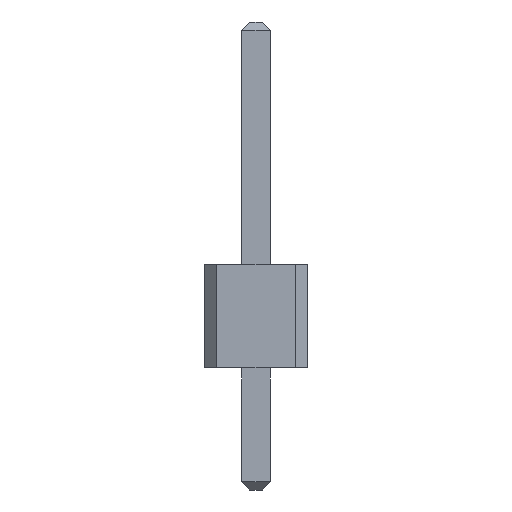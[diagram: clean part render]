
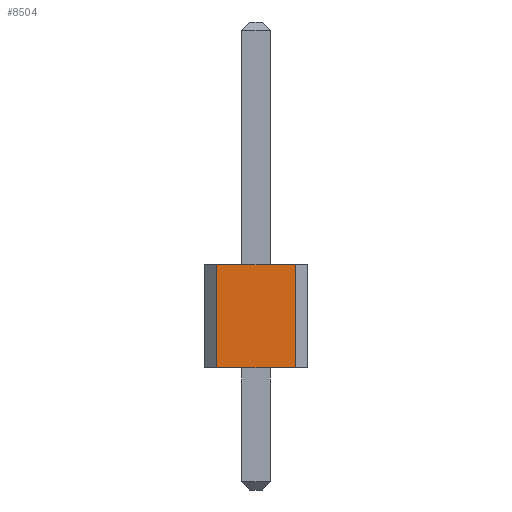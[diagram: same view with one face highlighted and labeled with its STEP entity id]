
A CAD part, front view. The second image highlights one B-rep face of the part: STEP entity #8504.
In plain terms, the highlighted planar face has unit normal (0, -1, 0).
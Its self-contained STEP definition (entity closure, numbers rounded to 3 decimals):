
#7586 = PLANE('',#7587);
#7587 = AXIS2_PLACEMENT_3D('',#7588,#7589,#7590);
#7588 = CARTESIAN_POINT('',(0.,-38.1,0.
    ));
#7589 = DIRECTION('',(0.,0.,1.));
#7590 = DIRECTION('',(1.,0.,0.));
#7845 = PLANE('',#7846);
#7846 = AXIS2_PLACEMENT_3D('',#7847,#7848,#7849);
#7847 = CARTESIAN_POINT('',(0.,-38.1,2.54));
#7848 = DIRECTION('',(0.,0.,1.));
#7849 = DIRECTION('',(1.,0.,0.));
#8071 = VERTEX_POINT('',#8072);
#8072 = CARTESIAN_POINT('',(-0.97,-39.37,0.));
#8086 = PLANE('',#8087);
#8087 = AXIS2_PLACEMENT_3D('',#8088,#8089,#8090);
#8088 = CARTESIAN_POINT('',(-1.12,-39.22,0.));
#8089 = DIRECTION('',(-0.707,-0.707,0.));
#8090 = DIRECTION('',(0.,0.,1.));
#8098 = EDGE_CURVE('',#8099,#8071,#8101,.T.);
#8099 = VERTEX_POINT('',#8100);
#8100 = CARTESIAN_POINT('',(0.97,-39.37,0.));
#8101 = SURFACE_CURVE('',#8102,(#8106,#8113),.PCURVE_S1.);
#8102 = LINE('',#8103,#8104);
#8103 = CARTESIAN_POINT('',(1.27,-39.37,0.));
#8104 = VECTOR('',#8105,1.);
#8105 = DIRECTION('',(-1.,0.,0.));
#8106 = PCURVE('',#7586,#8107);
#8107 = DEFINITIONAL_REPRESENTATION('',(#8108),#8112);
#8108 = LINE('',#8109,#8110);
#8109 = CARTESIAN_POINT('',(1.27,-1.27));
#8110 = VECTOR('',#8111,1.);
#8111 = DIRECTION('',(-1.,0.));
#8112 = ( GEOMETRIC_REPRESENTATION_CONTEXT(2) 
PARAMETRIC_REPRESENTATION_CONTEXT() REPRESENTATION_CONTEXT('2D SPACE',''
  ) );
#8113 = PCURVE('',#8114,#8119);
#8114 = PLANE('',#8115);
#8115 = AXIS2_PLACEMENT_3D('',#8116,#8117,#8118);
#8116 = CARTESIAN_POINT('',(1.27,-39.37,0.));
#8117 = DIRECTION('',(0.,-1.,0.));
#8118 = DIRECTION('',(-1.,0.,0.));
#8119 = DEFINITIONAL_REPRESENTATION('',(#8120),#8124);
#8120 = LINE('',#8121,#8122);
#8121 = CARTESIAN_POINT('',(0.,-0.));
#8122 = VECTOR('',#8123,1.);
#8123 = DIRECTION('',(1.,0.));
#8124 = ( GEOMETRIC_REPRESENTATION_CONTEXT(2) 
PARAMETRIC_REPRESENTATION_CONTEXT() REPRESENTATION_CONTEXT('2D SPACE',''
  ) );
#8142 = PLANE('',#8143);
#8143 = AXIS2_PLACEMENT_3D('',#8144,#8145,#8146);
#8144 = CARTESIAN_POINT('',(1.12,-39.22,0.));
#8145 = DIRECTION('',(0.707,-0.707,0.));
#8146 = DIRECTION('',(0.,0.,1.));
#8335 = VERTEX_POINT('',#8336);
#8336 = CARTESIAN_POINT('',(-0.97,-39.37,2.54));
#8357 = EDGE_CURVE('',#8358,#8335,#8360,.T.);
#8358 = VERTEX_POINT('',#8359);
#8359 = CARTESIAN_POINT('',(0.97,-39.37,2.54));
#8360 = SURFACE_CURVE('',#8361,(#8365,#8372),.PCURVE_S1.);
#8361 = LINE('',#8362,#8363);
#8362 = CARTESIAN_POINT('',(1.27,-39.37,2.54));
#8363 = VECTOR('',#8364,1.);
#8364 = DIRECTION('',(-1.,0.,0.));
#8365 = PCURVE('',#7845,#8366);
#8366 = DEFINITIONAL_REPRESENTATION('',(#8367),#8371);
#8367 = LINE('',#8368,#8369);
#8368 = CARTESIAN_POINT('',(1.27,-1.27));
#8369 = VECTOR('',#8370,1.);
#8370 = DIRECTION('',(-1.,0.));
#8371 = ( GEOMETRIC_REPRESENTATION_CONTEXT(2) 
PARAMETRIC_REPRESENTATION_CONTEXT() REPRESENTATION_CONTEXT('2D SPACE',''
  ) );
#8372 = PCURVE('',#8114,#8373);
#8373 = DEFINITIONAL_REPRESENTATION('',(#8374),#8378);
#8374 = LINE('',#8375,#8376);
#8375 = CARTESIAN_POINT('',(0.,-2.54));
#8376 = VECTOR('',#8377,1.);
#8377 = DIRECTION('',(1.,0.));
#8378 = ( GEOMETRIC_REPRESENTATION_CONTEXT(2) 
PARAMETRIC_REPRESENTATION_CONTEXT() REPRESENTATION_CONTEXT('2D SPACE',''
  ) );
#8484 = EDGE_CURVE('',#8099,#8358,#8485,.T.);
#8485 = SURFACE_CURVE('',#8486,(#8490,#8497),.PCURVE_S1.);
#8486 = LINE('',#8487,#8488);
#8487 = CARTESIAN_POINT('',(0.97,-39.37,0.));
#8488 = VECTOR('',#8489,1.);
#8489 = DIRECTION('',(0.,0.,1.));
#8490 = PCURVE('',#8142,#8491);
#8491 = DEFINITIONAL_REPRESENTATION('',(#8492),#8496);
#8492 = LINE('',#8493,#8494);
#8493 = CARTESIAN_POINT('',(0.,0.212));
#8494 = VECTOR('',#8495,1.);
#8495 = DIRECTION('',(1.,0.));
#8496 = ( GEOMETRIC_REPRESENTATION_CONTEXT(2) 
PARAMETRIC_REPRESENTATION_CONTEXT() REPRESENTATION_CONTEXT('2D SPACE',''
  ) );
#8497 = PCURVE('',#8114,#8498);
#8498 = DEFINITIONAL_REPRESENTATION('',(#8499),#8503);
#8499 = LINE('',#8500,#8501);
#8500 = CARTESIAN_POINT('',(0.3,0.));
#8501 = VECTOR('',#8502,1.);
#8502 = DIRECTION('',(0.,-1.));
#8503 = ( GEOMETRIC_REPRESENTATION_CONTEXT(2) 
PARAMETRIC_REPRESENTATION_CONTEXT() REPRESENTATION_CONTEXT('2D SPACE',''
  ) );
#8504 = ADVANCED_FACE('',(#8505),#8114,.T.);
#8505 = FACE_BOUND('',#8506,.T.);
#8506 = EDGE_LOOP('',(#8507,#8508,#8509,#8510));
#8507 = ORIENTED_EDGE('',*,*,#8098,.F.);
#8508 = ORIENTED_EDGE('',*,*,#8484,.T.);
#8509 = ORIENTED_EDGE('',*,*,#8357,.T.);
#8510 = ORIENTED_EDGE('',*,*,#8511,.F.);
#8511 = EDGE_CURVE('',#8071,#8335,#8512,.T.);
#8512 = SURFACE_CURVE('',#8513,(#8517,#8524),.PCURVE_S1.);
#8513 = LINE('',#8514,#8515);
#8514 = CARTESIAN_POINT('',(-0.97,-39.37,0.));
#8515 = VECTOR('',#8516,1.);
#8516 = DIRECTION('',(0.,0.,1.));
#8517 = PCURVE('',#8114,#8518);
#8518 = DEFINITIONAL_REPRESENTATION('',(#8519),#8523);
#8519 = LINE('',#8520,#8521);
#8520 = CARTESIAN_POINT('',(2.24,0.));
#8521 = VECTOR('',#8522,1.);
#8522 = DIRECTION('',(0.,-1.));
#8523 = ( GEOMETRIC_REPRESENTATION_CONTEXT(2) 
PARAMETRIC_REPRESENTATION_CONTEXT() REPRESENTATION_CONTEXT('2D SPACE',''
  ) );
#8524 = PCURVE('',#8086,#8525);
#8525 = DEFINITIONAL_REPRESENTATION('',(#8526),#8530);
#8526 = LINE('',#8527,#8528);
#8527 = CARTESIAN_POINT('',(0.,-0.212));
#8528 = VECTOR('',#8529,1.);
#8529 = DIRECTION('',(1.,0.));
#8530 = ( GEOMETRIC_REPRESENTATION_CONTEXT(2) 
PARAMETRIC_REPRESENTATION_CONTEXT() REPRESENTATION_CONTEXT('2D SPACE',''
  ) );
